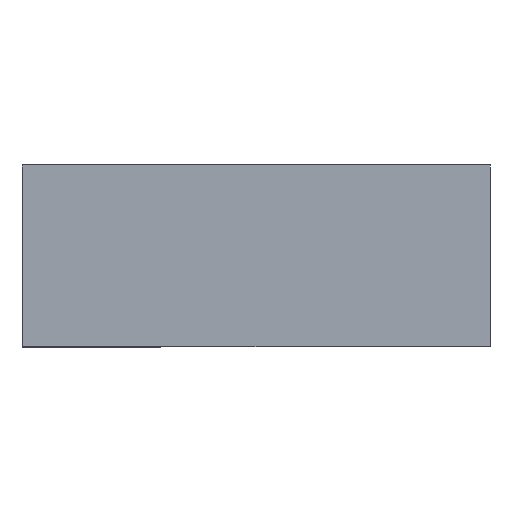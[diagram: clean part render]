
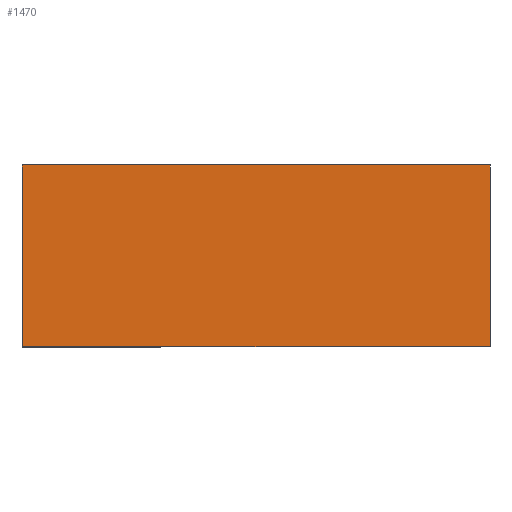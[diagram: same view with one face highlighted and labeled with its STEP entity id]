
A CAD part, front view. The second image highlights one B-rep face of the part: STEP entity #1470.
In plain terms, the highlighted planar face has unit normal (0, -1, 0).
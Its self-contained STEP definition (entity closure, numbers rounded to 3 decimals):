
#54=LINE('',#2129,#151);
#57=LINE('',#2336,#154);
#58=LINE('',#2339,#155);
#59=LINE('',#2341,#156);
#60=LINE('',#2342,#157);
#61=LINE('',#2344,#158);
#62=LINE('',#2346,#159);
#63=LINE('',#2348,#160);
#151=VECTOR('',#1670,1000.);
#154=VECTOR('',#1677,1000.);
#155=VECTOR('',#1678,1000.);
#156=VECTOR('',#1679,1000.);
#157=VECTOR('',#1680,1000.);
#158=VECTOR('',#1681,1000.);
#159=VECTOR('',#1682,1000.);
#160=VECTOR('',#1683,1000.);
#311=ORIENTED_EDGE('',*,*,#757,.F.);
#312=ORIENTED_EDGE('',*,*,#758,.T.);
#313=ORIENTED_EDGE('',*,*,#759,.F.);
#314=ORIENTED_EDGE('',*,*,#722,.F.);
#315=ORIENTED_EDGE('',*,*,#760,.T.);
#316=ORIENTED_EDGE('',*,*,#761,.F.);
#317=ORIENTED_EDGE('',*,*,#762,.T.);
#318=ORIENTED_EDGE('',*,*,#763,.T.);
#722=EDGE_CURVE('',#945,#946,#54,.T.);
#757=EDGE_CURVE('',#980,#981,#57,.T.);
#758=EDGE_CURVE('',#980,#982,#58,.T.);
#759=EDGE_CURVE('',#946,#982,#59,.T.);
#760=EDGE_CURVE('',#945,#983,#60,.T.);
#761=EDGE_CURVE('',#984,#983,#61,.T.);
#762=EDGE_CURVE('',#984,#985,#62,.T.);
#763=EDGE_CURVE('',#985,#981,#63,.T.);
#945=VERTEX_POINT('',#2128);
#946=VERTEX_POINT('',#2130);
#980=VERTEX_POINT('',#2337);
#981=VERTEX_POINT('',#2338);
#982=VERTEX_POINT('',#2340);
#983=VERTEX_POINT('',#2343);
#984=VERTEX_POINT('',#2345);
#985=VERTEX_POINT('',#2347);
#1200=EDGE_LOOP('',(#311,#312,#313,#314,#315,#316,#317,#318));
#1303=FACE_BOUND('',#1200,.T.);
#1397=PLANE('',#1588);
#1470=ADVANCED_FACE('',(#1303),#1397,.F.);
#1588=AXIS2_PLACEMENT_3D('',#2335,#1675,#1676);
#1670=DIRECTION('',(1.,0.,0.));
#1675=DIRECTION('',(0.,1.,0.));
#1676=DIRECTION('',(0.,0.,1.));
#1677=DIRECTION('',(0.,0.,-1.));
#1678=DIRECTION('',(1.,0.,0.));
#1679=DIRECTION('',(0.,0.,-1.));
#1680=DIRECTION('',(0.,0.,-1.));
#1681=DIRECTION('',(-1.,0.,0.));
#1682=DIRECTION('',(0.,0.,-1.));
#1683=DIRECTION('',(1.,0.,0.));
#2128=CARTESIAN_POINT('',(-2.7,-2.7,2.1));
#2129=CARTESIAN_POINT('',(-2.7,-2.7,2.1));
#2130=CARTESIAN_POINT('',(2.7,-2.7,2.1));
#2335=CARTESIAN_POINT('',(-2.7,-2.7,2.1));
#2336=CARTESIAN_POINT('',(1.1,-2.7,0.));
#2337=CARTESIAN_POINT('',(1.1,-2.7,0.));
#2338=CARTESIAN_POINT('',(1.1,-2.7,0.));
#2339=CARTESIAN_POINT('',(1.1,-2.7,0.));
#2340=CARTESIAN_POINT('',(2.7,-2.7,0.));
#2341=CARTESIAN_POINT('',(2.7,-2.7,2.1));
#2342=CARTESIAN_POINT('',(-2.7,-2.7,2.1));
#2343=CARTESIAN_POINT('',(-2.7,-2.7,0.));
#2344=CARTESIAN_POINT('',(-1.1,-2.7,0.));
#2345=CARTESIAN_POINT('',(-1.1,-2.7,0.));
#2346=CARTESIAN_POINT('',(-1.1,-2.7,0.));
#2347=CARTESIAN_POINT('',(-1.1,-2.7,0.));
#2348=CARTESIAN_POINT('',(-2.7,-2.7,0.));
